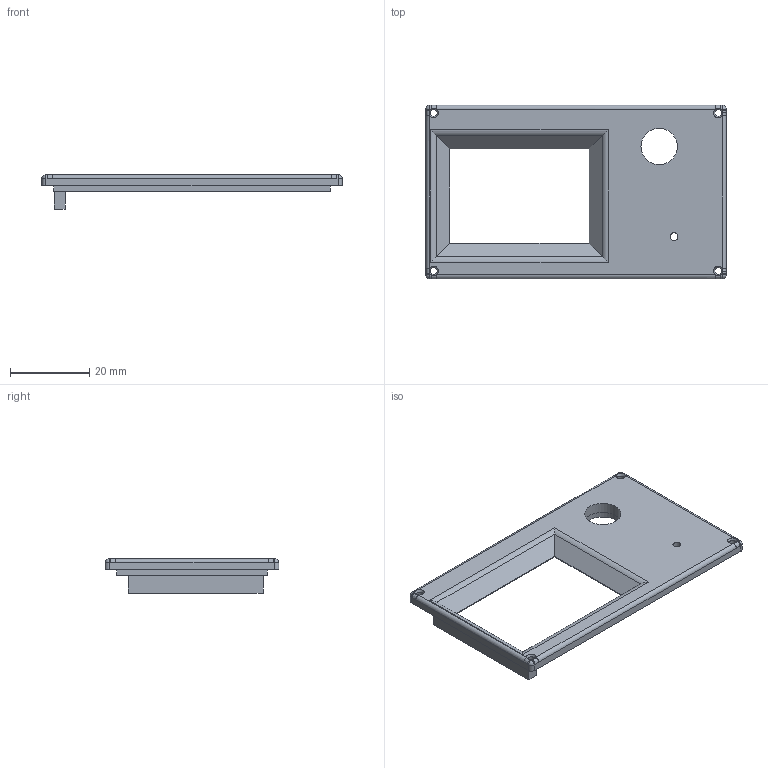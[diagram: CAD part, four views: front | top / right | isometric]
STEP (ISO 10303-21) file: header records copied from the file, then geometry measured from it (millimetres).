
FILE_DESCRIPTION(('FreeCAD Model'),'2;1');
FILE_NAME('Open CASCADE Shape Model','2026-02-14T21:31:16',('Author'),( ''),'Open CASCADE STEP processor 7.8','FreeCAD','Unknown');
FILE_SCHEMA(('AUTOMOTIVE_DESIGN { 1 0 10303 214 1 1 1 1 }'));
Length unit declared in the file: millimetre
Products named in the file (1): Cover
Bounding box: 76 x 44 x 8.7 mm (x, y, z)
Volume: 8475.7 mm3; surface area: 6527.2 mm2
Topology: 1 solids, 1 shells, 84 faces, 210 edges, 124 vertices
Faces by surface type: plane 38, cylinder 28, bspline 10, cone 4, sphere 4
Full cylindrical faces by diameter (mm): 1.8 x4, 1.991 x2, 9.203 x2
Entity records: 2964 total; most frequent: CARTESIAN_POINT 1057, ORIENTED_EDGE 412, DIRECTION 366, EDGE_CURVE 206, VERTEX_POINT 124, AXIS2_PLACEMENT_3D 123, LINE 120, VECTOR 120
